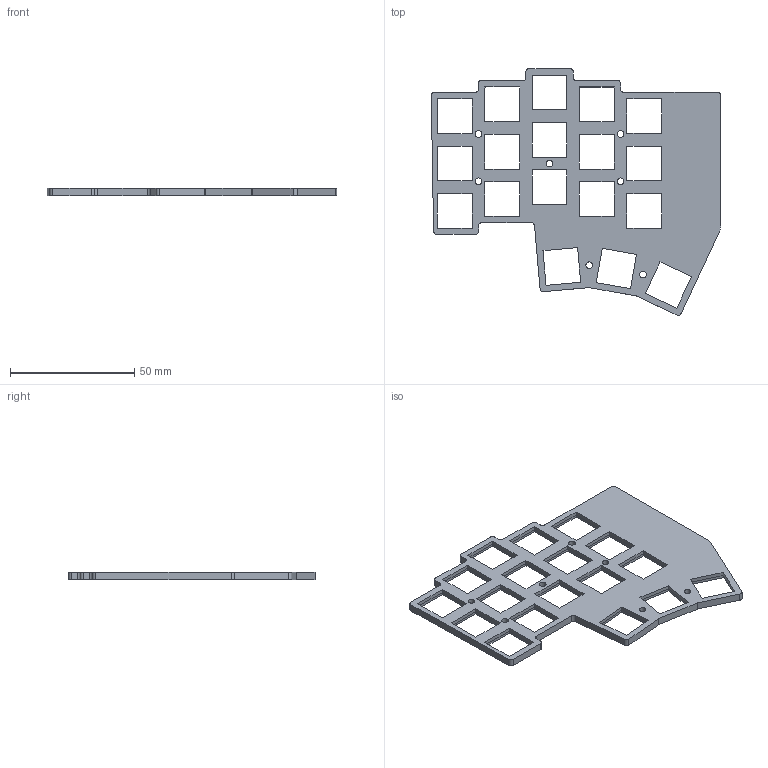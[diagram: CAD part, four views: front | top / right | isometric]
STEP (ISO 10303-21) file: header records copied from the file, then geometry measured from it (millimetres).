
FILE_DESCRIPTION(('HOOPS Exchange Step'),'2;1');
FILE_NAME('temp_export','2023-08-10T21:13:41+06:-30',('ankitbhankharia'),('Shapr3D Limited'),'HOOPS Exchange 2023.1','Shapr3D','Authorized');
FILE_SCHEMA( ('AUTOMOTIVE_DESIGN { 1 0 10303 214 1 1 1 1 }') );
Length unit declared in the file: millimetre
Products named in the file (2): ScottoSplit - Plate (Left).step; root
Assembly tree (1 placements, depth 2):
  root
    ScottoSplit - Plate (Left).step
Bounding box: 116.48 x 99.21 x 3 mm (x, y, z)
Volume: 14130.7 mm3; surface area: 14482 mm2
Topology: 1 solids, 1 shells, 210 faces, 584 edges, 394 vertices
Faces by surface type: plane 184, cylinder 26
Full cylindrical faces by diameter (mm): 2.7 x7
Entity records: 6809 total; most frequent: CARTESIAN_POINT 1190, ORIENTED_EDGE 1168, DIRECTION 1074, EDGE_CURVE 584, VECTOR 518, LINE 518, VERTEX_POINT 394, AXIS2_PLACEMENT_3D 278
